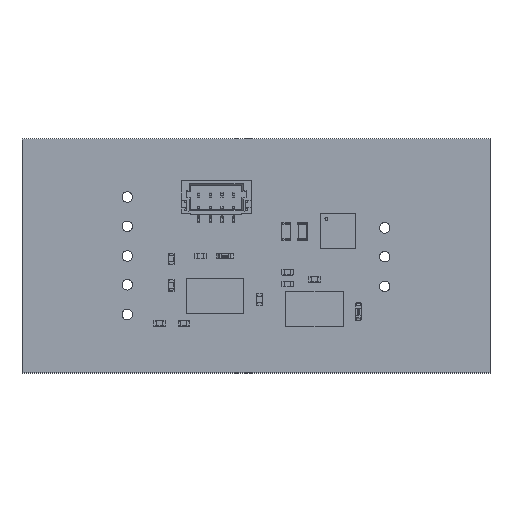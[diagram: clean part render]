
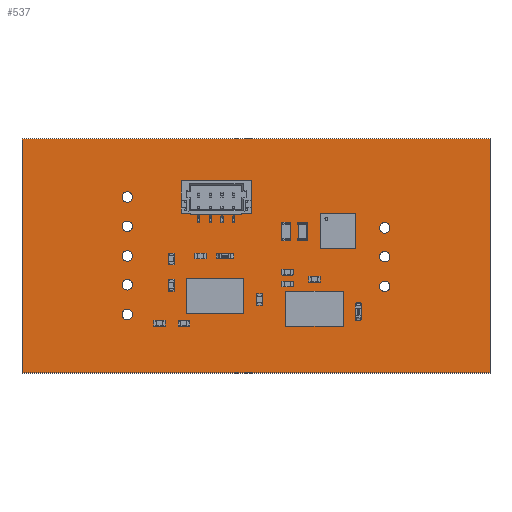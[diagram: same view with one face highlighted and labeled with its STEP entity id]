
A CAD part, top view. The second image highlights one B-rep face of the part: STEP entity #537.
In plain terms, the highlighted planar face has unit normal (0, 0, 1).
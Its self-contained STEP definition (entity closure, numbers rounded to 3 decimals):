
#120 = VERTEX_POINT('',#121);
#121 = CARTESIAN_POINT('',(0.,0.,0.411));
#127 = EDGE_CURVE('',#120,#128,#130,.T.);
#128 = VERTEX_POINT('',#129);
#129 = CARTESIAN_POINT('',(40.,0.,0.411));
#130 = LINE('',#131,#132);
#131 = CARTESIAN_POINT('',(0.,0.,0.411));
#132 = VECTOR('',#133,1.);
#133 = DIRECTION('',(1.,0.,0.));
#158 = EDGE_CURVE('',#128,#159,#161,.T.);
#159 = VERTEX_POINT('',#160);
#160 = CARTESIAN_POINT('',(40.,20.,0.411));
#161 = LINE('',#162,#163);
#162 = CARTESIAN_POINT('',(40.,0.,0.411));
#163 = VECTOR('',#164,1.);
#164 = DIRECTION('',(0.,1.,0.));
#189 = EDGE_CURVE('',#159,#190,#192,.T.);
#190 = VERTEX_POINT('',#191);
#191 = CARTESIAN_POINT('',(0.,20.,0.411));
#192 = LINE('',#193,#194);
#193 = CARTESIAN_POINT('',(40.,20.,0.411));
#194 = VECTOR('',#195,1.);
#195 = DIRECTION('',(-1.,0.,0.));
#220 = EDGE_CURVE('',#190,#120,#221,.T.);
#221 = LINE('',#222,#223);
#222 = CARTESIAN_POINT('',(0.,20.,0.411));
#223 = VECTOR('',#224,1.);
#224 = DIRECTION('',(0.,-1.,0.));
#244 = VERTEX_POINT('',#245);
#245 = CARTESIAN_POINT('',(9.45,7.54,0.411));
#251 = EDGE_CURVE('',#244,#244,#252,.T.);
#252 = CIRCLE('',#253,0.45);
#253 = AXIS2_PLACEMENT_3D('',#254,#255,#256);
#254 = CARTESIAN_POINT('',(9.,7.54,0.411));
#255 = DIRECTION('',(0.,0.,1.));
#256 = DIRECTION('',(1.,0.,0.));
#277 = VERTEX_POINT('',#278);
#278 = CARTESIAN_POINT('',(9.45,5.,0.411));
#284 = EDGE_CURVE('',#277,#277,#285,.T.);
#285 = CIRCLE('',#286,0.45);
#286 = AXIS2_PLACEMENT_3D('',#287,#288,#289);
#287 = CARTESIAN_POINT('',(9.,5.,0.411));
#288 = DIRECTION('',(0.,0.,1.));
#289 = DIRECTION('',(1.,0.,0.));
#310 = VERTEX_POINT('',#311);
#311 = CARTESIAN_POINT('',(9.45,15.04,0.411));
#317 = EDGE_CURVE('',#310,#310,#318,.T.);
#318 = CIRCLE('',#319,0.45);
#319 = AXIS2_PLACEMENT_3D('',#320,#321,#322);
#320 = CARTESIAN_POINT('',(9.,15.04,0.411));
#321 = DIRECTION('',(0.,0.,1.));
#322 = DIRECTION('',(1.,0.,0.));
#343 = VERTEX_POINT('',#344);
#344 = CARTESIAN_POINT('',(9.45,12.54,0.411));
#350 = EDGE_CURVE('',#343,#343,#351,.T.);
#351 = CIRCLE('',#352,0.45);
#352 = AXIS2_PLACEMENT_3D('',#353,#354,#355);
#353 = CARTESIAN_POINT('',(9.,12.54,0.411));
#354 = DIRECTION('',(0.,0.,1.));
#355 = DIRECTION('',(1.,0.,0.));
#376 = VERTEX_POINT('',#377);
#377 = CARTESIAN_POINT('',(31.45,9.94,0.411));
#383 = EDGE_CURVE('',#376,#376,#384,.T.);
#384 = CIRCLE('',#385,0.45);
#385 = AXIS2_PLACEMENT_3D('',#386,#387,#388);
#386 = CARTESIAN_POINT('',(31.,9.94,0.411));
#387 = DIRECTION('',(0.,0.,1.));
#388 = DIRECTION('',(1.,0.,0.));
#409 = VERTEX_POINT('',#410);
#410 = CARTESIAN_POINT('',(31.45,7.4,0.411));
#416 = EDGE_CURVE('',#409,#409,#417,.T.);
#417 = CIRCLE('',#418,0.45);
#418 = AXIS2_PLACEMENT_3D('',#419,#420,#421);
#419 = CARTESIAN_POINT('',(31.,7.4,0.411));
#420 = DIRECTION('',(0.,0.,1.));
#421 = DIRECTION('',(1.,0.,0.));
#442 = VERTEX_POINT('',#443);
#443 = CARTESIAN_POINT('',(9.45,10.,0.411));
#449 = EDGE_CURVE('',#442,#442,#450,.T.);
#450 = CIRCLE('',#451,0.45);
#451 = AXIS2_PLACEMENT_3D('',#452,#453,#454);
#452 = CARTESIAN_POINT('',(9.,10.,0.411));
#453 = DIRECTION('',(0.,0.,1.));
#454 = DIRECTION('',(1.,0.,0.));
#475 = VERTEX_POINT('',#476);
#476 = CARTESIAN_POINT('',(31.45,12.4,0.411));
#482 = EDGE_CURVE('',#475,#475,#483,.T.);
#483 = CIRCLE('',#484,0.45);
#484 = AXIS2_PLACEMENT_3D('',#485,#486,#487);
#485 = CARTESIAN_POINT('',(31.,12.4,0.411));
#486 = DIRECTION('',(0.,0.,1.));
#487 = DIRECTION('',(1.,0.,0.));
#537 = ADVANCED_FACE('',(#538,#544,#547,#550,#553,#556,#559,#562,#565),
  #568,.F.);
#538 = FACE_BOUND('',#539,.T.);
#539 = EDGE_LOOP('',(#540,#541,#542,#543));
#540 = ORIENTED_EDGE('',*,*,#127,.T.);
#541 = ORIENTED_EDGE('',*,*,#158,.T.);
#542 = ORIENTED_EDGE('',*,*,#189,.T.);
#543 = ORIENTED_EDGE('',*,*,#220,.T.);
#544 = FACE_BOUND('',#545,.F.);
#545 = EDGE_LOOP('',(#546));
#546 = ORIENTED_EDGE('',*,*,#251,.T.);
#547 = FACE_BOUND('',#548,.F.);
#548 = EDGE_LOOP('',(#549));
#549 = ORIENTED_EDGE('',*,*,#284,.T.);
#550 = FACE_BOUND('',#551,.F.);
#551 = EDGE_LOOP('',(#552));
#552 = ORIENTED_EDGE('',*,*,#317,.T.);
#553 = FACE_BOUND('',#554,.F.);
#554 = EDGE_LOOP('',(#555));
#555 = ORIENTED_EDGE('',*,*,#350,.T.);
#556 = FACE_BOUND('',#557,.F.);
#557 = EDGE_LOOP('',(#558));
#558 = ORIENTED_EDGE('',*,*,#383,.T.);
#559 = FACE_BOUND('',#560,.F.);
#560 = EDGE_LOOP('',(#561));
#561 = ORIENTED_EDGE('',*,*,#416,.T.);
#562 = FACE_BOUND('',#563,.F.);
#563 = EDGE_LOOP('',(#564));
#564 = ORIENTED_EDGE('',*,*,#449,.T.);
#565 = FACE_BOUND('',#566,.F.);
#566 = EDGE_LOOP('',(#567));
#567 = ORIENTED_EDGE('',*,*,#482,.T.);
#568 = PLANE('',#569);
#569 = AXIS2_PLACEMENT_3D('',#570,#571,#572);
#570 = CARTESIAN_POINT('',(0.,0.,0.411));
#571 = DIRECTION('',(0.,0.,-1.));
#572 = DIRECTION('',(-1.,0.,0.));
